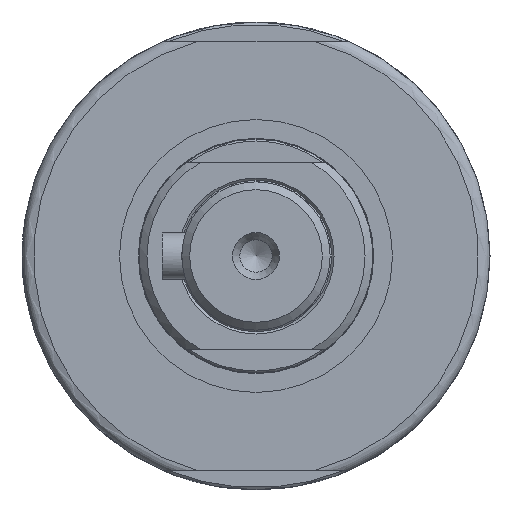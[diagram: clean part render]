
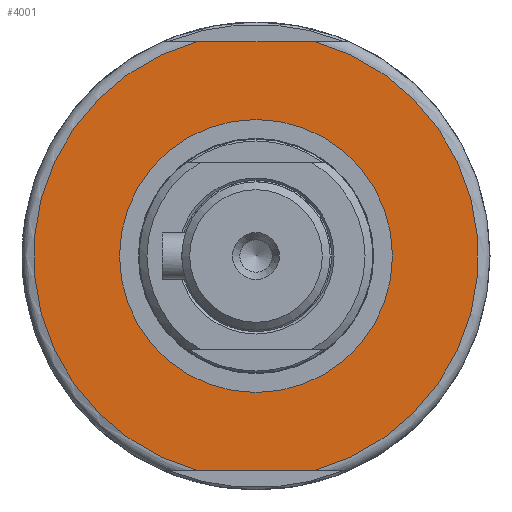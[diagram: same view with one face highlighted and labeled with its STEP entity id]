
A CAD part, left-side view. The second image highlights one B-rep face of the part: STEP entity #4001.
In plain terms, the highlighted planar face has unit normal (-1, 0, 0).
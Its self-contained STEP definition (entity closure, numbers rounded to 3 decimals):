
#146=FACE_BOUND('',#562,.T.);
#186=PLANE('',#4313);
#329=FACE_OUTER_BOUND('',#561,.T.);
#561=EDGE_LOOP('',(#2702,#2703,#2704,#2705));
#562=EDGE_LOOP('',(#2706,#2707));
#798=LINE('',#6000,#1092);
#802=LINE('',#6049,#1096);
#1092=VECTOR('',#4826,10.);
#1096=VECTOR('',#4836,10.);
#1429=CIRCLE('',#4314,28.5);
#1430=CIRCLE('',#4315,28.5);
#1431=CIRCLE('',#4316,17.5);
#1432=CIRCLE('',#4317,17.5);
#1639=VERTEX_POINT('',#5984);
#1640=VERTEX_POINT('',#5999);
#1647=VERTEX_POINT('',#6033);
#1648=VERTEX_POINT('',#6048);
#1651=VERTEX_POINT('',#6083);
#1652=VERTEX_POINT('',#6084);
#2045=EDGE_CURVE('',#1640,#1639,#798,.T.);
#2054=EDGE_CURVE('',#1648,#1647,#802,.T.);
#2065=EDGE_CURVE('',#1648,#1639,#1429,.T.);
#2066=EDGE_CURVE('',#1640,#1647,#1430,.T.);
#2067=EDGE_CURVE('',#1651,#1652,#1431,.T.);
#2068=EDGE_CURVE('',#1652,#1651,#1432,.T.);
#2702=ORIENTED_EDGE('',*,*,#2045,.T.);
#2703=ORIENTED_EDGE('',*,*,#2065,.F.);
#2704=ORIENTED_EDGE('',*,*,#2054,.T.);
#2705=ORIENTED_EDGE('',*,*,#2066,.F.);
#2706=ORIENTED_EDGE('',*,*,#2067,.T.);
#2707=ORIENTED_EDGE('',*,*,#2068,.T.);
#4001=ADVANCED_FACE('',(#329,#146),#186,.T.);
#4313=AXIS2_PLACEMENT_3D('',#6080,#4864,#4865);
#4314=AXIS2_PLACEMENT_3D('',#6081,#4866,#4867);
#4315=AXIS2_PLACEMENT_3D('',#6082,#4868,#4869);
#4316=AXIS2_PLACEMENT_3D('',#6085,#4870,#4871);
#4317=AXIS2_PLACEMENT_3D('',#6086,#4872,#4873);
#4826=DIRECTION('',(0.,-1.,0.));
#4836=DIRECTION('',(0.,1.,0.));
#4864=DIRECTION('center_axis',(-1.,0.,0.));
#4865=DIRECTION('ref_axis',(0.,0.,-1.));
#4866=DIRECTION('center_axis',(1.,0.,0.));
#4867=DIRECTION('ref_axis',(0.,-1.,0.));
#4868=DIRECTION('center_axis',(1.,0.,0.));
#4869=DIRECTION('ref_axis',(0.,-1.,0.));
#4870=DIRECTION('center_axis',(1.,0.,0.));
#4871=DIRECTION('ref_axis',(0.,-1.,0.));
#4872=DIRECTION('center_axis',(1.,0.,0.));
#4873=DIRECTION('ref_axis',(0.,-1.,0.));
#5984=CARTESIAN_POINT('',(-198.7,-7.483,-27.5));
#5999=CARTESIAN_POINT('',(-198.7,7.483,-27.5));
#6000=CARTESIAN_POINT('',(-198.7,-24.063,-27.5));
#6033=CARTESIAN_POINT('',(-198.7,7.483,27.5));
#6048=CARTESIAN_POINT('',(-198.7,-7.483,27.5));
#6049=CARTESIAN_POINT('',(-198.7,1.553,27.5));
#6080=CARTESIAN_POINT('Origin',(-198.7,-23.,0.));
#6081=CARTESIAN_POINT('Origin',(-198.7,0.,0.));
#6082=CARTESIAN_POINT('Origin',(-198.7,0.,0.));
#6083=CARTESIAN_POINT('',(-198.7,-17.5,0.));
#6084=CARTESIAN_POINT('',(-198.7,17.5,0.));
#6085=CARTESIAN_POINT('Origin',(-198.7,0.,0.));
#6086=CARTESIAN_POINT('Origin',(-198.7,0.,0.));
